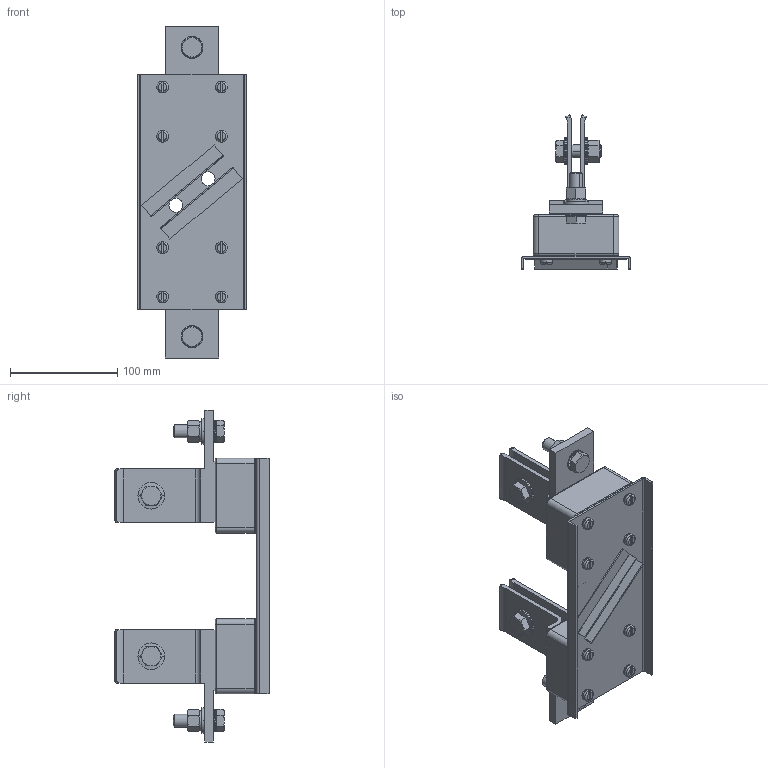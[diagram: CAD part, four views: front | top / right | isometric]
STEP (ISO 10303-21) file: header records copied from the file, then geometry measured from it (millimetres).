
FILE_DESCRIPTION((''),'2;1');
FILE_NAME('ASM0104KL_ASM','2021-11-15T',('marketing.praksa'),('Audax d.o.o.'),'CREO PARAMETRIC BY PTC INC, 2017480','CREO PARAMETRIC BY PTC INC, 2017480','');
FILE_SCHEMA(('AUTOMOTIVE_DESIGN { 1 0 10303 214 1 1 1 1 }'));
Products named in the file (14): MERGED-PART_1_1_10_3_1_2_3; MERGED-PART_1_2_2_1_1; MERGED-PART_1_3_2_1_1; MERGED-PART_1_4_2_1_1; MERGED-PART_1_5_2_2_1; MERGED-PART_1_6_2_2_1; PRT9567; MERGED-PART_1_1_10_3_1_1_2_3_13; PRT9569; C4; C5; PRT9570; PRT9571; ASM0104KL_ASM
Assembly tree (13 placements, depth 2):
  ASM0104KL_ASM
    MERGED-PART_1_1_10_3_1_2_3
    MERGED-PART_1_2_2_1_1
    MERGED-PART_1_3_2_1_1
    MERGED-PART_1_4_2_1_1
    MERGED-PART_1_5_2_2_1
    MERGED-PART_1_6_2_2_1
    PRT9567
    MERGED-PART_1_1_10_3_1_1_2_3_13
    PRT9569
    C4
    C5
    PRT9570
    PRT9571
Bounding box: 102 x 144 x 310 mm (x, y, z)
Volume: 692343.2 mm3; surface area: 200890.2 mm2
Topology: 32 solids, 32 shells, 1096 faces, 2901 edges, 1811 vertices
Faces by surface type: plane 396, cylinder 248, bspline 200, cone 192, torus 60
Entity records: 59588 total; most frequent: CARTESIAN_POINT 15649, ORIENTED_EDGE 5802, DIRECTION 5132, PRESENTATION_STYLE_ASSIGNMENT 4029, STYLED_ITEM 4029, CURVE_STYLE 2901, EDGE_CURVE 2901, AXIS2_PLACEMENT_3D 1836
